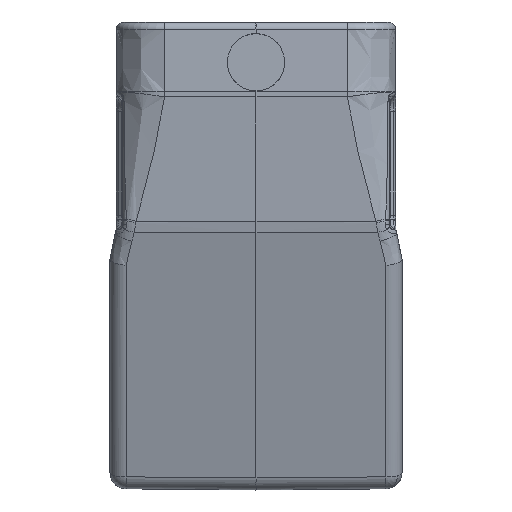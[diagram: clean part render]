
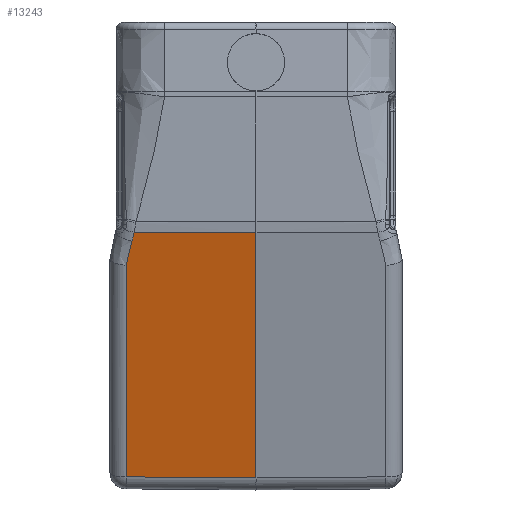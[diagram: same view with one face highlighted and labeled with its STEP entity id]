
A CAD part, left-side view. The second image highlights one B-rep face of the part: STEP entity #13243.
In plain terms, the highlighted planar face has unit normal (-0.966, 0.009, -0.259).
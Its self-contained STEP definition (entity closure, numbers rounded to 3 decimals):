
#834=CARTESIAN_POINT('',(-34.58,0.,
-32.345));
#836=CARTESIAN_POINT('',(-33.046,20.022,-37.395));
#837=CARTESIAN_POINT('',(-33.148,19.948,-37.018));
#838=CARTESIAN_POINT('',(-33.335,19.806,-36.322));
#839=CARTESIAN_POINT('',(-33.511,19.661,-35.671));
#840=CARTESIAN_POINT('',(-33.755,19.436,-34.769));
#841=CARTESIAN_POINT('',(-33.946,19.231,-34.063));
#842=CARTESIAN_POINT('',(-34.05,19.115,-33.678));
#844=DIRECTION('',(-0.009,-1.,-0.002));
#845=VECTOR('',#844,18.768);
#846=CARTESIAN_POINT('',(-34.418,18.767,-32.316));
#847=LINE('',#846,#845);
#848=DIRECTION('',(0.259,0.,-0.966));
#849=VECTOR('',#848,39.136);
#850=CARTESIAN_POINT('',(-34.58,0.,
-32.345));
#851=LINE('',#850,#849);
#852=DIRECTION('',(0.007,1.,0.009));
#853=VECTOR('',#852,20.023);
#854=CARTESIAN_POINT('',(-24.451,0.,
-70.147));
#855=LINE('',#854,#853);
#866=DIRECTION('',(0.259,0.,-0.966));
#867=VECTOR('',#866,33.727);
#868=CARTESIAN_POINT('',(-33.046,20.022,-37.395));
#869=LINE('',#868,#867);
#4995=CARTESIAN_POINT('',(-34.418,18.767,
-32.316));
#4996=CARTESIAN_POINT('',(-34.397,18.787,
-32.393));
#4997=CARTESIAN_POINT('',(-34.342,18.839,
-32.6));
#4998=CARTESIAN_POINT('',(-34.159,18.999,
-33.275));
#4999=CARTESIAN_POINT('',(-34.085,19.077,
-33.55));
#5000=CARTESIAN_POINT('',(-34.05,19.115,
-33.678));
#9150=VERTEX_POINT('',#834);
#9151=CARTESIAN_POINT('',(-34.418,18.767,
-32.316));
#9152=VERTEX_POINT('',#9151);
#9155=CARTESIAN_POINT('',(-33.046,20.022,
-37.395));
#9156=CARTESIAN_POINT('',(-24.317,20.022,
-69.972));
#9157=VERTEX_POINT('',#9155);
#9158=VERTEX_POINT('',#9156);
#9159=VERTEX_POINT('',#842);
#9160=CARTESIAN_POINT('',(-24.451,0.,
-70.147));
#9161=VERTEX_POINT('',#9160);
#13225=CARTESIAN_POINT('',(-23.955,0.,-72.));
#13226=DIRECTION('',(-0.966,0.009,-0.259));
#13227=DIRECTION('',(-0.259,0.,0.966));
#13228=AXIS2_PLACEMENT_3D('',#13225,#13226,#13227);
#13229=PLANE('',#13228);
#13231=ORIENTED_EDGE('',*,*,#13230,.F.);
#13233=ORIENTED_EDGE('',*,*,#13232,.T.);
#13235=ORIENTED_EDGE('',*,*,#13234,.F.);
#13236=ORIENTED_EDGE('',*,*,#13213,.T.);
#13238=ORIENTED_EDGE('',*,*,#13237,.T.);
#13240=ORIENTED_EDGE('',*,*,#13239,.T.);
#13241=EDGE_LOOP('',(#13231,#13233,#13235,#13236,#13238,#13240));
#13242=FACE_OUTER_BOUND('',#13241,.F.);
#843=B_SPLINE_CURVE_WITH_KNOTS('',3,(#836,#837,#838,#839,#840,#841,#842),
.UNSPECIFIED.,.F.,.F.,(4,1,1,1,4),(0.,0.25,0.5,0.75,1.),
.UNSPECIFIED.);
#5001=B_SPLINE_CURVE_WITH_KNOTS('',3,(#4995,#4996,#4997,#4998,#4999,#5000),
.UNSPECIFIED.,.F.,.F.,(4,1,1,4),(0.,0.333,0.667,1.),
.UNSPECIFIED.);
#13213=EDGE_CURVE('',#9152,#9150,#847,.T.);
#13230=EDGE_CURVE('',#9157,#9158,#869,.T.);
#13232=EDGE_CURVE('',#9157,#9159,#843,.T.);
#13234=EDGE_CURVE('',#9152,#9159,#5001,.T.);
#13237=EDGE_CURVE('',#9150,#9161,#851,.T.);
#13239=EDGE_CURVE('',#9161,#9158,#855,.T.);
#13243=ADVANCED_FACE('',(#13242),#13229,.T.);
